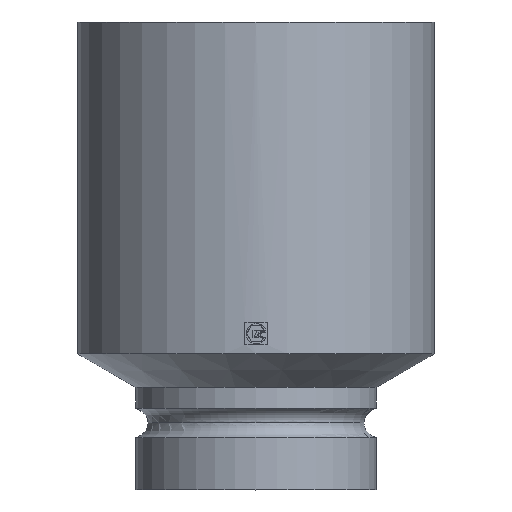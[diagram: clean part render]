
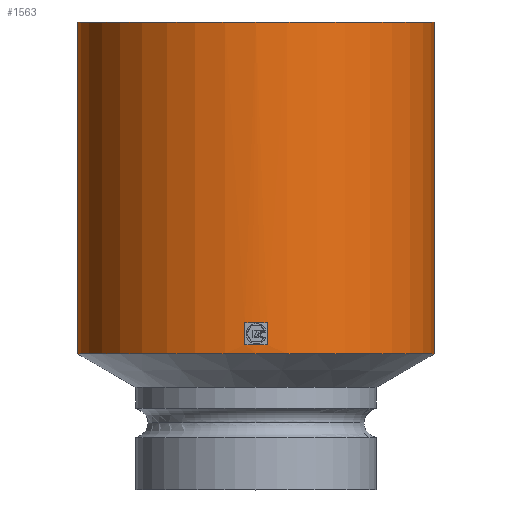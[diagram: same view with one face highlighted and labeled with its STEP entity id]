
A CAD part, top view. The second image highlights one B-rep face of the part: STEP entity #1563.
In plain terms, the highlighted cylindrical face has radius 40 mm (diameter 80 mm), a partial arc.
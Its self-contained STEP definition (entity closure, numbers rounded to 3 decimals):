
#153 = EDGE_CURVE ( 'NONE', #1380, #1450, #1290, .T. ) ;
#162 = EDGE_LOOP ( 'NONE', ( #530, #209, #1389, #511 ) ) ;
#186 = EDGE_LOOP ( 'NONE', ( #1770, #782, #1585, #1651 ) ) ;
#209 = ORIENTED_EDGE ( 'NONE', *, *, #153, .F. ) ;
#221 = AXIS2_PLACEMENT_3D ( 'NONE', #1007, #998, #444 ) ;
#224 = CARTESIAN_POINT ( 'NONE',  ( 0., 105., 0. ) ) ;
#250 = CARTESIAN_POINT ( 'NONE',  ( 0., 32.506, 0. ) ) ;
#287 = CARTESIAN_POINT ( 'NONE',  ( 2.498, 32.506, 39.922 ) ) ;
#297 = CARTESIAN_POINT ( 'NONE',  ( 2.498, 32.506, 39.922 ) ) ;
#382 = CARTESIAN_POINT ( 'NONE',  ( 40., 30.506, 0. ) ) ;
#403 = DIRECTION ( 'NONE',  ( 0., -1., 0. ) ) ;
#416 = CARTESIAN_POINT ( 'NONE',  ( -40., 105., 0. ) ) ;
#434 = AXIS2_PLACEMENT_3D ( 'NONE', #753, #900, #763 ) ;
#444 = DIRECTION ( 'NONE',  ( -0.062, 0., 0.998 ) ) ;
#498 = LINE ( 'NONE', #522, #1614 ) ;
#501 = EDGE_CURVE ( 'NONE', #562, #1380, #1245, .T. ) ;
#511 = ORIENTED_EDGE ( 'NONE', *, *, #1647, .T. ) ;
#522 = CARTESIAN_POINT ( 'NONE',  ( 40., 2.042, 0. ) ) ;
#530 = ORIENTED_EDGE ( 'NONE', *, *, #1114, .F. ) ;
#536 = CARTESIAN_POINT ( 'NONE',  ( -2.498, 37.481, 39.922 ) ) ;
#560 = VERTEX_POINT ( 'NONE', #1092 ) ;
#562 = VERTEX_POINT ( 'NONE', #287 ) ;
#594 = EDGE_CURVE ( 'NONE', #938, #1674, #819, .T. ) ;
#596 = DIRECTION ( 'NONE',  ( 0., -1., 0. ) ) ;
#629 = DIRECTION ( 'NONE',  ( -0.062, 0., 0.998 ) ) ;
#634 = EDGE_CURVE ( 'NONE', #875, #1674, #749, .T. ) ;
#685 = CARTESIAN_POINT ( 'NONE',  ( -40., 2.042, 0. ) ) ;
#692 = AXIS2_PLACEMENT_3D ( 'NONE', #250, #403, #629 ) ;
#718 = CARTESIAN_POINT ( 'NONE',  ( 0., 2.042, 0. ) ) ;
#747 = FACE_OUTER_BOUND ( 'NONE', #186, .T. ) ;
#748 = LINE ( 'NONE', #1295, #1373 ) ;
#749 = CIRCLE ( 'NONE', #434, 40. ) ;
#753 = CARTESIAN_POINT ( 'NONE',  ( 0., 30.506, 0. ) ) ;
#762 = EDGE_CURVE ( 'NONE', #1625, #875, #498, .T. ) ;
#763 = DIRECTION ( 'NONE',  ( 1., 0., 0. ) ) ;
#780 = DIRECTION ( 'NONE',  ( 1., 0., 0. ) ) ;
#782 = ORIENTED_EDGE ( 'NONE', *, *, #594, .T. ) ;
#819 = LINE ( 'NONE', #685, #1062 ) ;
#847 = DIRECTION ( 'NONE',  ( 0., 1., 0. ) ) ;
#875 = VERTEX_POINT ( 'NONE', #382 ) ;
#900 = DIRECTION ( 'NONE',  ( 0., -1., 0. ) ) ;
#908 = DIRECTION ( 'NONE',  ( 0., -1., 0. ) ) ;
#938 = VERTEX_POINT ( 'NONE', #416 ) ;
#950 = CIRCLE ( 'NONE', #1008, 40. ) ;
#951 = AXIS2_PLACEMENT_3D ( 'NONE', #718, #1430, #1573 ) ;
#998 = DIRECTION ( 'NONE',  ( 0., -1., 0. ) ) ;
#1007 = CARTESIAN_POINT ( 'NONE',  ( 0., 37.481, 0. ) ) ;
#1008 = AXIS2_PLACEMENT_3D ( 'NONE', #224, #1610, #780 ) ;
#1019 = CYLINDRICAL_SURFACE ( 'NONE', #951, 40. ) ;
#1028 = FACE_BOUND ( 'NONE', #162, .T. ) ;
#1062 = VECTOR ( 'NONE', #1234, 1000. ) ;
#1092 = CARTESIAN_POINT ( 'NONE',  ( -2.498, 32.506, 39.922 ) ) ;
#1114 = EDGE_CURVE ( 'NONE', #1450, #560, #748, .T. ) ;
#1178 = CIRCLE ( 'NONE', #692, 40. ) ;
#1198 = EDGE_CURVE ( 'NONE', #1625, #938, #950, .T. ) ;
#1205 = CARTESIAN_POINT ( 'NONE',  ( 2.498, 37.481, 39.922 ) ) ;
#1234 = DIRECTION ( 'NONE',  ( 0., -1., 0. ) ) ;
#1245 = LINE ( 'NONE', #297, #1671 ) ;
#1290 = CIRCLE ( 'NONE', #221, 40. ) ;
#1295 = CARTESIAN_POINT ( 'NONE',  ( -2.498, 37.481, 39.922 ) ) ;
#1373 = VECTOR ( 'NONE', #596, 1000. ) ;
#1380 = VERTEX_POINT ( 'NONE', #1205 ) ;
#1384 = CARTESIAN_POINT ( 'NONE',  ( -40., 30.506, 0. ) ) ;
#1389 = ORIENTED_EDGE ( 'NONE', *, *, #501, .F. ) ;
#1430 = DIRECTION ( 'NONE',  ( 0., -1., 0. ) ) ;
#1450 = VERTEX_POINT ( 'NONE', #536 ) ;
#1563 = ADVANCED_FACE ( 'NONE', ( #1028, #747 ), #1019, .T. ) ;
#1573 = DIRECTION ( 'NONE',  ( 1., 0., 0. ) ) ;
#1585 = ORIENTED_EDGE ( 'NONE', *, *, #634, .F. ) ;
#1610 = DIRECTION ( 'NONE',  ( 0., -1., 0. ) ) ;
#1614 = VECTOR ( 'NONE', #908, 1000. ) ;
#1625 = VERTEX_POINT ( 'NONE', #1754 ) ;
#1647 = EDGE_CURVE ( 'NONE', #562, #560, #1178, .T. ) ;
#1651 = ORIENTED_EDGE ( 'NONE', *, *, #762, .F. ) ;
#1671 = VECTOR ( 'NONE', #847, 1000. ) ;
#1674 = VERTEX_POINT ( 'NONE', #1384 ) ;
#1754 = CARTESIAN_POINT ( 'NONE',  ( 40., 105., 0. ) ) ;
#1770 = ORIENTED_EDGE ( 'NONE', *, *, #1198, .T. ) ;
